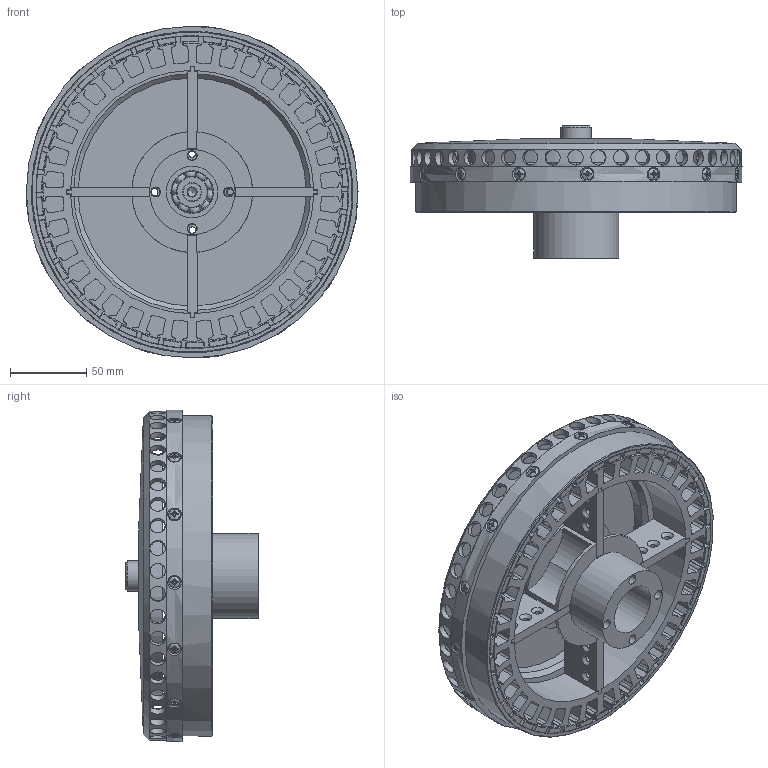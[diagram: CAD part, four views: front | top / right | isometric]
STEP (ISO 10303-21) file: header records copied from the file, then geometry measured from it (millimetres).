
FILE_DESCRIPTION(('FreeCAD Model'),'2;1');
FILE_NAME('Open CASCADE Shape Model','2025-02-10T09:33:50',(''),(''), 'Open CASCADE STEP processor 7.8','FreeCAD','Unknown');
FILE_SCHEMA(('AUTOMOTIVE_DESIGN { 1 0 10303 214 1 1 1 1 }'));
Products named in the file (16): HPD12_Radiusmagnet30mm_42Stck_LS0,87_001; Druckstück_xx_A2_B_1_00_S_001; Stator_30_A2_A_1_00_S_001; Kugellager 15x32x9_001; Kugellager 25x37x7_001; Rotorwelle_30_A2_A_1_00_S_001; Rückschlussring_30_ST1_A_1_00_S_001; M8x20DIN912_001; M5x10 ISO10642 SenkInbus_001; M5x10 ISO10642 SenkInbus_002; M5x10 ISO10642 SenkInbus_003; GFK-Streben_30_Gfk1_A_1_00_S_4Stck_001; Druckscheibe8x20x2_001; M4x6 H Linsensenkschraube DIN966 ISO7047_15Stck_Bj2022_001; Statorblechpaket_30mm_001; Rotorscheibe alt Single_001
Bounding box: 218.39 x 87 x 218.24 mm (x, y, z)
Volume: 661826.8 mm3; surface area: 377345 mm2
Topology: 75 solids, 104 shells, 2970 faces, 7176 edges, 4032 vertices
Faces by surface type: cylinder 1195, plane 623, cone 545, sphere 369, torus 193, revolution 28, bspline 17
Full cylindrical faces by diameter (mm): 3 x3, 3.3 x15, 3.5 x3, 3.9 x15, 4 x16, 4.2 x21, 5 x15, 6 x10, 6.5 x4, 6.8 x1, 8 x2, 10 x46, 12.8 x1, 15 x2, 20 x3, 20.665 x2, 25 x2, 27.106 x2, 28 x2, 28.625 x2, 31 x1, 32 x3, 33.375 x2, 34 x2, 37 x2, 43 x1, 56 x1, 60 x1, 150 x1, 156 x1
Entity records: 243792 total; most frequent: CARTESIAN_POINT 100723, DIRECTION 25370, ORIENTED_EDGE 13474, PCURVE 13474, DEFINITIONAL_REPRESENTATION 13474, LINE 11995, VECTOR 11995, EDGE_CURVE 6737
